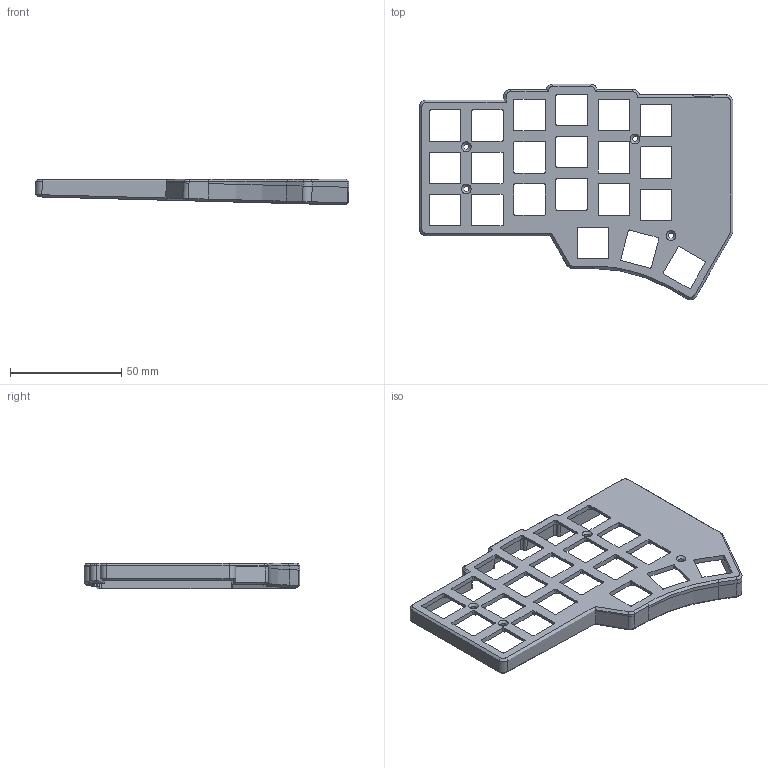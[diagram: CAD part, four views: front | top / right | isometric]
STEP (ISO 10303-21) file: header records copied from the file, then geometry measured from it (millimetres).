
FILE_DESCRIPTION(/* description */ (''),/* implementation_level */ '2;1');
FILE_NAME(/* name */ 'Tilted Top.step',/* time_stamp */ '2023-09-05T15:25:25+03:00',/* author */ (''),/* organization */ (''),/* preprocessor_version */ 'ST-DEVELOPER v20',/* originating_system */ 'Autodesk Translation Framework v12.9.0.99',/* authorisation */ '');
FILE_SCHEMA (('AUTOMOTIVE_DESIGN { 1 0 10303 214 3 1 1 }'));
Length unit declared in the file: millimetre
Products named in the file (1): Tilted Top
Bounding box: 141.18 x 96.93 x 11.66 mm (x, y, z)
Volume: 17512.3 mm3; surface area: 22191.9 mm2
Topology: 1 solids, 1 shells, 600 faces, 1727 edges, 1128 vertices
Faces by surface type: plane 321, cylinder 209, bspline 30, cone 24, torus 16
Full cylindrical faces by diameter (mm): 2.4 x4
Entity records: 20369 total; most frequent: CARTESIAN_POINT 4367, ORIENTED_EDGE 3452, DIRECTION 3236, EDGE_CURVE 1726, LINE 1172, VECTOR 1172, VERTEX_POINT 1128, AXIS2_PLACEMENT_3D 1032
